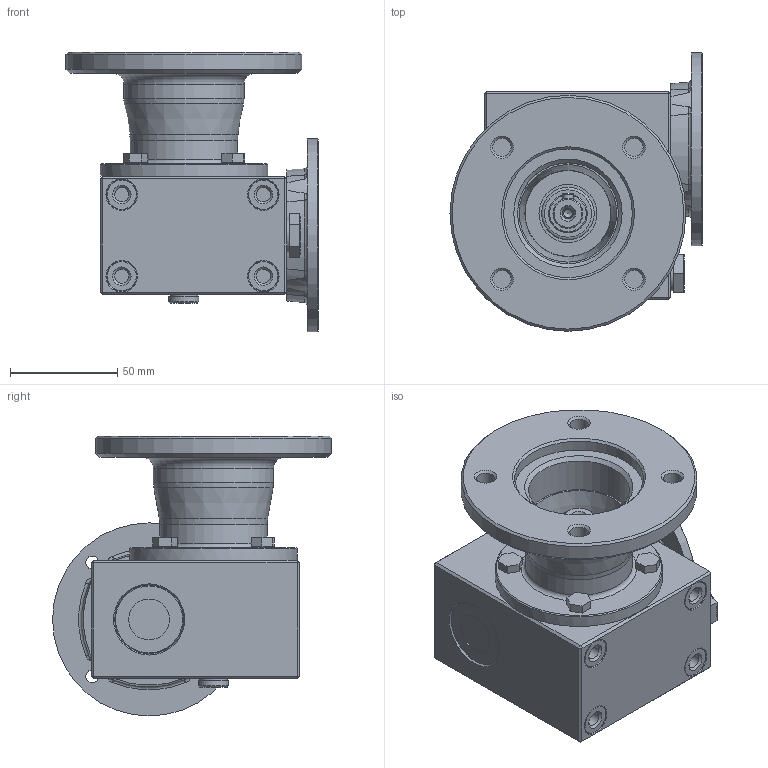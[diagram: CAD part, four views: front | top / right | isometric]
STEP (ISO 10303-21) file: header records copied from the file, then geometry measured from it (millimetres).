
FILE_DESCRIPTION( ( 'Unknown' ), '1' );
FILE_NAME( 'B97AB476CFAF660BDD598AFF93A795E.3d.stp', 'Unknown', ( 'Unknown' ), ( 'Unknown' ), 'PSStep 10.1', 'Unknown', ' ' );
FILE_SCHEMA( ( 'AUTOMOTIVE_DESIGN { 1 0 10303 214 1 1 1 1 }' ) );
Length unit declared in the file: millimetre
Products named in the file (2): I308800
Bounding box: 117.5 x 130 x 130.5 mm (x, y, z)
Volume: 610027 mm3; surface area: 102934 mm2
Topology: 2 solids, 30 shells, 464 faces, 1056 edges, 689 vertices
Faces by surface type: plane 210, cylinder 112, cone 96, torus 29, bspline 17
Full cylindrical faces by diameter (mm): 4.134 x1, 4.917 x12, 5 x1, 6 x8, 6.5 x4, 6.647 x4, 7 x4, 8 x4, 8.5 x4, 8.566 x1, 10 x4, 10.106 x4, 11 x4, 12 x4, 12.1 x4, 13 x1, 14 x7, 14.1 x4, 16 x1, 18 x2, 19 x1, 20 x1, 24.5 x2, 27 x2, 28.8 x1, 30 x1, 31.246 x1, 31.7 x1, 32 x2, 37 x1
Entity records: 15625 total; most frequent: CARTESIAN_POINT 3016, DIRECTION 1897, ORIENTED_EDGE 1412, AXIS2_PLACEMENT_3D 817, EDGE_LOOP 749, EDGE_CURVE 706, FACE_OUTER_BOUND 591, VERTEX_POINT 562
